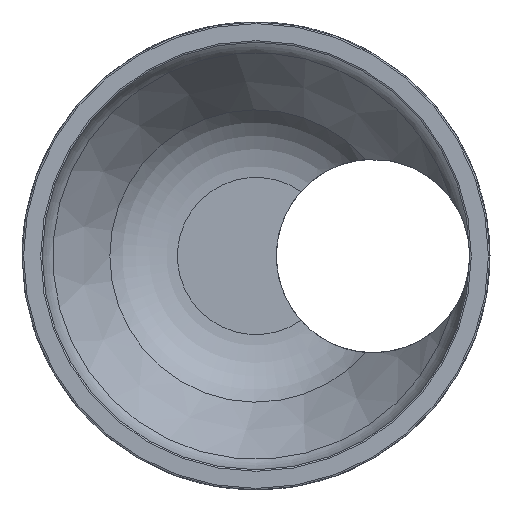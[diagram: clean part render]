
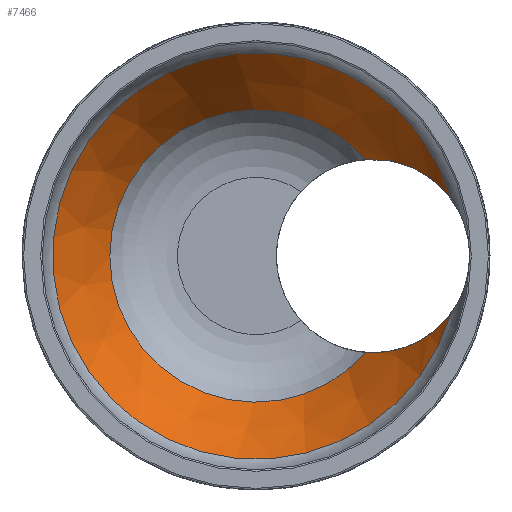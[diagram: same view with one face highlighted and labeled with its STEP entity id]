
A CAD part, left-side view. The second image highlights one B-rep face of the part: STEP entity #7466.
In plain terms, the highlighted conical face has half-angle 30 degrees and reference radius 13.733 mm.
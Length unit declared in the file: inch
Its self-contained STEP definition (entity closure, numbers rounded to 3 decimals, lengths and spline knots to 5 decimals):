
#18=CONICAL_SURFACE('',#7858,0.54066,30.);
#863=FACE_OUTER_BOUND('',#1312,.T.);
#1312=EDGE_LOOP('',(#6969,#6970,#6971,#6972));
#1480=CIRCLE('',#7859,0.46849);
#1481=CIRCLE('',#7860,0.65151);
#2905=B_SPLINE_CURVE_WITH_KNOTS('',3,(#16894,#16895,#16896,#16897,#16898,
#16899,#16900,#16901,#16902,#16903,#16904,#16905,#16906,#16907,#16908,#16909),
 .UNSPECIFIED.,.F.,.F.,(4,3,3,3,3,4),(1.12537,1.42285,
1.61471,1.75571,2.10595,2.22243),
 .UNSPECIFIED.);
#2908=B_SPLINE_CURVE_WITH_KNOTS('',3,(#16932,#16933,#16934,#16935,#16936,
#16937,#16938,#16939,#16940,#16941,#16942,#16943,#16944),.UNSPECIFIED.,
 .F.,.F.,(4,3,3,3,4),(3.22925,3.58322,3.80936,
3.96385,4.32631),.UNSPECIFIED.);
#3643=VERTEX_POINT('',#16875);
#3644=VERTEX_POINT('',#16884);
#3645=VERTEX_POINT('',#16893);
#3648=VERTEX_POINT('',#16921);
#4754=EDGE_CURVE('',#3645,#3644,#2905,.T.);
#4758=EDGE_CURVE('',#3643,#3648,#2908,.T.);
#4762=EDGE_CURVE('',#3645,#3648,#1480,.T.);
#4763=EDGE_CURVE('',#3643,#3644,#1481,.T.);
#6969=ORIENTED_EDGE('',*,*,#4758,.T.);
#6970=ORIENTED_EDGE('',*,*,#4762,.F.);
#6971=ORIENTED_EDGE('',*,*,#4754,.T.);
#6972=ORIENTED_EDGE('',*,*,#4763,.F.);
#7466=ADVANCED_FACE('',(#863),#18,.F.);
#7858=AXIS2_PLACEMENT_3D('',#16952,#9134,#9135);
#7859=AXIS2_PLACEMENT_3D('',#16953,#9136,#9137);
#7860=AXIS2_PLACEMENT_3D('',#16954,#9138,#9139);
#9134=DIRECTION('center_axis',(-1.,0.,0.));
#9135=DIRECTION('ref_axis',(0.,-1.,0.));
#9136=DIRECTION('center_axis',(-1.,0.,0.));
#9137=DIRECTION('ref_axis',(0.,1.,0.));
#9138=DIRECTION('center_axis',(1.,0.,0.));
#9139=DIRECTION('ref_axis',(0.,1.,0.));
#16875=CARTESIAN_POINT('',(0.55801,-0.62531,-0.18287));
#16884=CARTESIAN_POINT('',(0.55801,-0.62531,0.18287));
#16893=CARTESIAN_POINT('',(0.875,-0.35202,0.30915));
#16894=CARTESIAN_POINT('Ctrl Pts',(0.875,-0.35202,0.30915));
#16895=CARTESIAN_POINT('Ctrl Pts',(0.84183,-0.37594,
0.31093));
#16896=CARTESIAN_POINT('Ctrl Pts',(0.80964,-0.40063,
0.30997));
#16897=CARTESIAN_POINT('Ctrl Pts',(0.77878,-0.42553,
0.30585));
#16898=CARTESIAN_POINT('Ctrl Pts',(0.75887,-0.44159,
0.3032));
#16899=CARTESIAN_POINT('Ctrl Pts',(0.73952,-0.45774,
0.29924));
#16900=CARTESIAN_POINT('Ctrl Pts',(0.72081,-0.4738,
0.29384));
#16901=CARTESIAN_POINT('Ctrl Pts',(0.70706,-0.4856,
0.28987));
#16902=CARTESIAN_POINT('Ctrl Pts',(0.6934,-0.49758,
0.28507));
#16903=CARTESIAN_POINT('Ctrl Pts',(0.67962,-0.50991,
0.2791));
#16904=CARTESIAN_POINT('Ctrl Pts',(0.64538,-0.54055,
0.26429));
#16905=CARTESIAN_POINT('Ctrl Pts',(0.61176,-0.57234,
0.24235));
#16906=CARTESIAN_POINT('Ctrl Pts',(0.58386,-0.59968,
0.21359));
#16907=CARTESIAN_POINT('Ctrl Pts',(0.57459,-0.60877,
0.20402));
#16908=CARTESIAN_POINT('Ctrl Pts',(0.56593,-0.61737,
0.19374));
#16909=CARTESIAN_POINT('Ctrl Pts',(0.55801,-0.62531,
0.18287));
#16921=CARTESIAN_POINT('',(0.875,-0.35202,-0.30915));
#16932=CARTESIAN_POINT('Ctrl Pts',(0.55801,-0.62531,
-0.18287));
#16933=CARTESIAN_POINT('Ctrl Pts',(0.58207,-0.60118,
-0.2159));
#16934=CARTESIAN_POINT('Ctrl Pts',(0.61319,-0.57082,
-0.24312));
#16935=CARTESIAN_POINT('Ctrl Pts',(0.64688,-0.53968,
-0.26264));
#16936=CARTESIAN_POINT('Ctrl Pts',(0.66841,-0.51979,-0.27511));
#16937=CARTESIAN_POINT('Ctrl Pts',(0.69094,-0.49962,
-0.28456));
#16938=CARTESIAN_POINT('Ctrl Pts',(0.71278,-0.48072,
-0.29142));
#16939=CARTESIAN_POINT('Ctrl Pts',(0.7277,-0.46781,
-0.2961));
#16940=CARTESIAN_POINT('Ctrl Pts',(0.74303,-0.45483,
-0.29984));
#16941=CARTESIAN_POINT('Ctrl Pts',(0.75875,-0.44187,
-0.3027));
#16942=CARTESIAN_POINT('Ctrl Pts',(0.79563,-0.41146,
-0.30942));
#16943=CARTESIAN_POINT('Ctrl Pts',(0.83459,-0.38116,
-0.31131));
#16944=CARTESIAN_POINT('Ctrl Pts',(0.875,-0.35202,-0.30915));
#16952=CARTESIAN_POINT('Origin',(0.75,0.,0.));
#16953=CARTESIAN_POINT('Origin',(0.875,0.,0.));
#16954=CARTESIAN_POINT('Origin',(0.55801,0.,
0.));
